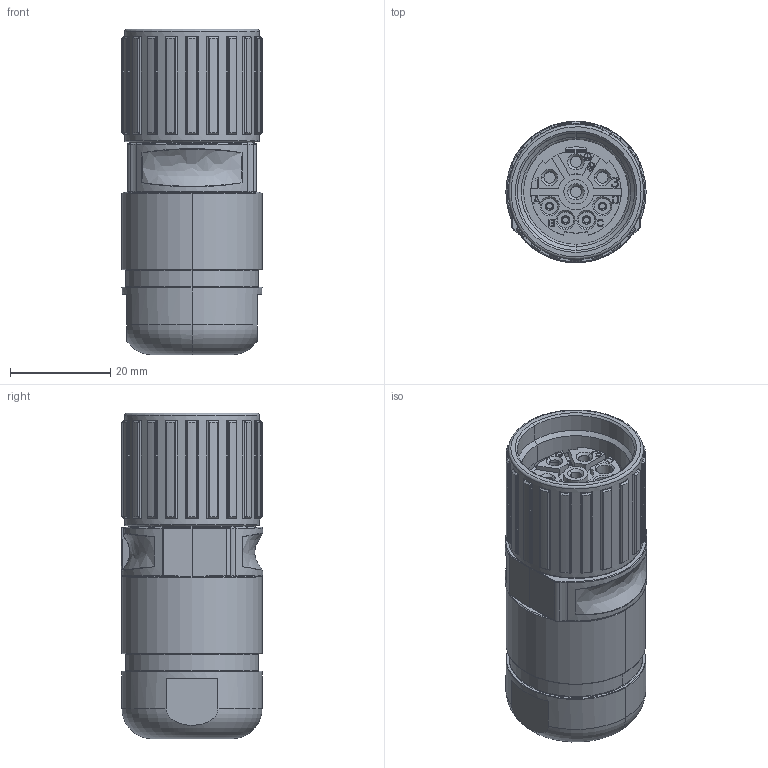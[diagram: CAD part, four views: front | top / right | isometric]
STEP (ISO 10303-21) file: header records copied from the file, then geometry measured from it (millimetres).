
FILE_DESCRIPTION((''),'2;1');
FILE_NAME('SF-7ES1N8A80DU','2013-10-25T',('feitelbuss'),(''),'PRO/ENGINEER BY PARAMETRIC TECHNOLOGY CORPORATION, 2012480','PRO/ENGINEER BY PARAMETRIC TECHNOLOGY CORPORATION, 2012480','');
FILE_SCHEMA(('AUTOMOTIVE_DESIGN { 1 0 10303 214 1 1 1 1 }'));
Length unit declared in the file: millimetre
Products named in the file (1): SF-7ES1N8A80DU
Bounding box: 28 x 28.29 x 65.05 mm (x, y, z)
Volume: 33994.7 mm3; surface area: 9465.7 mm2
Topology: 1 solids, 1 shells, 839 faces, 2203 edges, 1424 vertices
Faces by surface type: plane 459, cylinder 199, cone 78, bspline 55, torus 46, sphere 2
Entity records: 30057 total; most frequent: CARTESIAN_POINT 9481, ORIENTED_EDGE 4406, DIRECTION 4049, EDGE_CURVE 2203, VERTEX_POINT 1424, VECTOR 1363, LINE 1363, AXIS2_PLACEMENT_3D 1343
